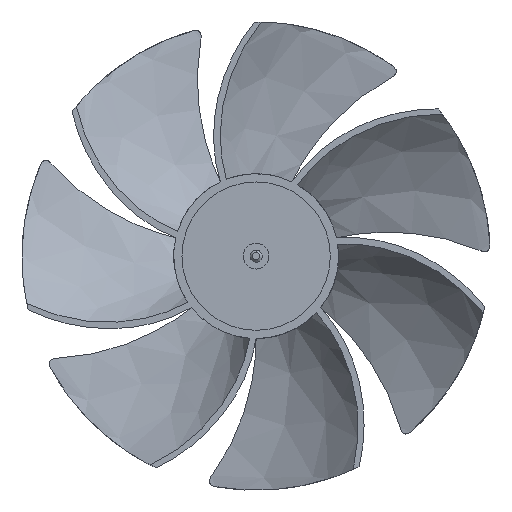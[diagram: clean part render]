
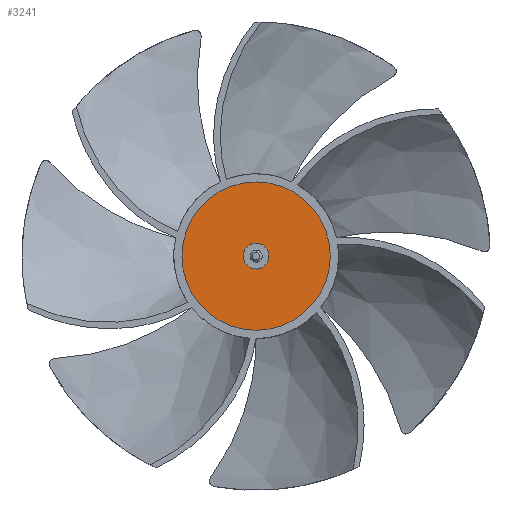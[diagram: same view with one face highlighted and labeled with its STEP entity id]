
A CAD part, front view. The second image highlights one B-rep face of the part: STEP entity #3241.
In plain terms, the highlighted planar face has unit normal (0, -1, 0).
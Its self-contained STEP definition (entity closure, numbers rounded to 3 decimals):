
#85 = CIRCLE ( 'NONE', #2419, 17.73 ) ;
#282 = EDGE_CURVE ( 'NONE', #1620, #432, #1375, .T. ) ;
#402 = DIRECTION ( 'NONE',  ( 0., -1., 0. ) ) ;
#432 = VERTEX_POINT ( 'NONE', #2012 ) ;
#522 = DIRECTION ( 'NONE',  ( 0., -1., 0. ) ) ;
#530 = ORIENTED_EDGE ( 'NONE', *, *, #1635, .T. ) ;
#695 = CARTESIAN_POINT ( 'NONE',  ( 0., 17.551, -17.73 ) ) ;
#781 = VERTEX_POINT ( 'NONE', #2253 ) ;
#800 = CIRCLE ( 'NONE', #2807, 17.73 ) ;
#842 = AXIS2_PLACEMENT_3D ( 'NONE', #2036, #522, #2824 ) ;
#914 = DIRECTION ( 'NONE',  ( 0., 0., -1. ) ) ;
#938 = CARTESIAN_POINT ( 'NONE',  ( 0., 17.551, 3.074 ) ) ;
#1086 = DIRECTION ( 'NONE',  ( 0., 0., -1. ) ) ;
#1111 = EDGE_CURVE ( 'NONE', #432, #1620, #2251, .T. ) ;
#1138 = ORIENTED_EDGE ( 'NONE', *, *, #1111, .F. ) ;
#1140 = AXIS2_PLACEMENT_3D ( 'NONE', #1704, #3010, #2752 ) ;
#1375 = CIRCLE ( 'NONE', #1646, 3.074 ) ;
#1620 = VERTEX_POINT ( 'NONE', #938 ) ;
#1635 = EDGE_CURVE ( 'NONE', #3258, #781, #85, .T. ) ;
#1646 = AXIS2_PLACEMENT_3D ( 'NONE', #2985, #3244, #914 ) ;
#1704 = CARTESIAN_POINT ( 'NONE',  ( 0., 17.551, 0. ) ) ;
#1781 = ORIENTED_EDGE ( 'NONE', *, *, #2846, .T. ) ;
#1960 = PLANE ( 'NONE',  #1140 ) ;
#2012 = CARTESIAN_POINT ( 'NONE',  ( 0., 17.551, -3.074 ) ) ;
#2036 = CARTESIAN_POINT ( 'NONE',  ( 0., 17.551, 0. ) ) ;
#2217 = ORIENTED_EDGE ( 'NONE', *, *, #282, .F. ) ;
#2225 = FACE_OUTER_BOUND ( 'NONE', #2338, .T. ) ;
#2251 = CIRCLE ( 'NONE', #842, 3.074 ) ;
#2253 = CARTESIAN_POINT ( 'NONE',  ( 0., 17.551, 17.73 ) ) ;
#2338 = EDGE_LOOP ( 'NONE', ( #530, #1781 ) ) ;
#2356 = EDGE_LOOP ( 'NONE', ( #2217, #1138 ) ) ;
#2415 = DIRECTION ( 'NONE',  ( 0., -1., 0. ) ) ;
#2419 = AXIS2_PLACEMENT_3D ( 'NONE', #3015, #402, #2997 ) ;
#2752 = DIRECTION ( 'NONE',  ( 0., 0., -1. ) ) ;
#2807 = AXIS2_PLACEMENT_3D ( 'NONE', #2925, #2415, #1086 ) ;
#2824 = DIRECTION ( 'NONE',  ( 0., 0., -1. ) ) ;
#2846 = EDGE_CURVE ( 'NONE', #781, #3258, #800, .T. ) ;
#2925 = CARTESIAN_POINT ( 'NONE',  ( 0., 17.551, 0. ) ) ;
#2985 = CARTESIAN_POINT ( 'NONE',  ( 0., 17.551, 0. ) ) ;
#2997 = DIRECTION ( 'NONE',  ( 0., 0., -1. ) ) ;
#3010 = DIRECTION ( 'NONE',  ( 0., -1., 0. ) ) ;
#3015 = CARTESIAN_POINT ( 'NONE',  ( 0., 17.551, 0. ) ) ;
#3040 = FACE_BOUND ( 'NONE', #2356, .T. ) ;
#3241 = ADVANCED_FACE ( 'NONE', ( #3040, #2225 ), #1960, .T. ) ;
#3244 = DIRECTION ( 'NONE',  ( 0., -1., 0. ) ) ;
#3258 = VERTEX_POINT ( 'NONE', #695 ) ;
